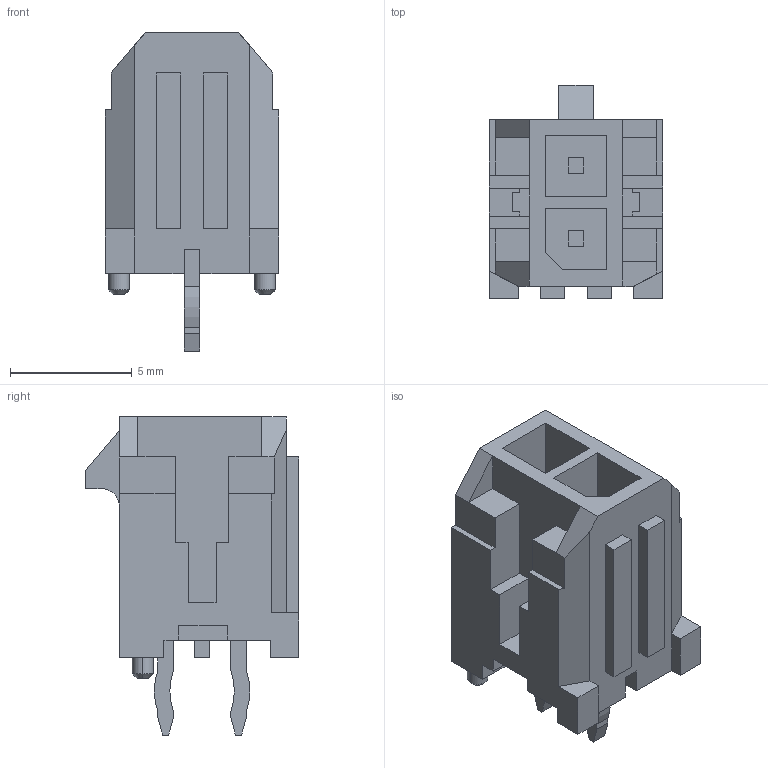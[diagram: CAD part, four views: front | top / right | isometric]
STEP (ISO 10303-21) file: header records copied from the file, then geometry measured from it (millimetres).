
FILE_DESCRIPTION(('FreeCAD Model'),'2;1');
FILE_NAME('430450212.step', '2017-04-27T15:56:05',('kicad StepUp'),('ksu MCAD'), 'Open CASCADE STEP processor 6.8','FreeCAD','Unknown');
FILE_SCHEMA(('AUTOMOTIVE_DESIGN_CC2 { 1 2 10303 214 -1 1 5 4 }'));
Length unit declared in the file: millimetre
Products named in the file (1): 430450212
Bounding box: 7.15 x 8.77 x 13.09 mm (x, y, z)
Volume: 342.3 mm3; surface area: 568.3 mm2
Topology: 1 solids, 1 shells, 178 faces, 473 edges, 306 vertices
Faces by surface type: plane 165, cylinder 9, cone 4
Entity records: 5416 total; most frequent: CARTESIAN_POINT 958, ORIENTED_EDGE 946, DIRECTION 853, EDGE_CURVE 473, LINE 451, VECTOR 451, VERTEX_POINT 306, AXIS2_PLACEMENT_3D 201
